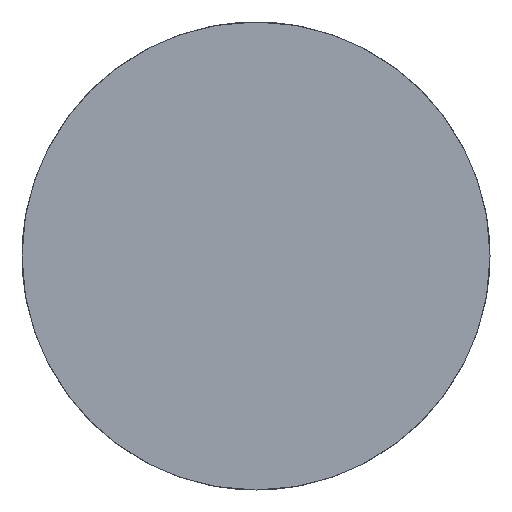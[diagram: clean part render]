
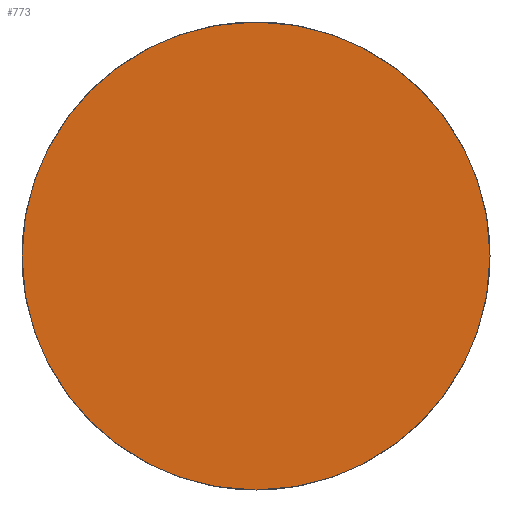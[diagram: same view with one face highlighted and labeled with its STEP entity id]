
A CAD part, front view. The second image highlights one B-rep face of the part: STEP entity #773.
In plain terms, the highlighted free-form (B-spline) face has degree [1, 1] with [2, 2] control points.
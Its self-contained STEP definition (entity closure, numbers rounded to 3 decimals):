
#734=(
BOUNDED_SURFACE()
B_SPLINE_SURFACE(1,1,((#735,#736),(#737,#738)),.UNSPECIFIED.,.F.,.F.,.F.)
B_SPLINE_SURFACE_WITH_KNOTS((2,2),(2,2),(0.000,1.000),(0.000,1.000),.UNSPECIFIED.)
GEOMETRIC_REPRESENTATION_ITEM()
RATIONAL_B_SPLINE_SURFACE(((1.,1.),(1.,1.)))
REPRESENTATION_ITEM('')
SURFACE()
);
#735=CARTESIAN_POINT('',(-8.368,0.,8.368));
#736=CARTESIAN_POINT('',(8.368,0.,8.368));
#737=CARTESIAN_POINT('',(-8.368,0.,-8.368));
#738=CARTESIAN_POINT('',(8.368,0.,-8.368));
#739=CARTESIAN_POINT('',(0.,0.,8.));
#740=VERTEX_POINT('',#739);
#741=(
BOUNDED_CURVE()
B_SPLINE_CURVE(2,(#742,#743,#744),.UNSPECIFIED.,.F.,.F.)
B_SPLINE_CURVE_WITH_KNOTS((3,3),(0.000,1.000),.UNSPECIFIED.)
CURVE()
GEOMETRIC_REPRESENTATION_ITEM()
RATIONAL_B_SPLINE_CURVE((1.,0.707,1.))
REPRESENTATION_ITEM('')
);
#742=CARTESIAN_POINT('',(0.,0.,8.));
#743=CARTESIAN_POINT('',(8.,0.,8.));
#744=CARTESIAN_POINT('',(8.,0.,0.));
#745=CARTESIAN_POINT('',(8.,0.,0.));
#746=VERTEX_POINT('',#745);
#747=EDGE_CURVE('',#740,#746,#741,.T.);
#748=ORIENTED_EDGE('',*,*,#747,.T.);
#749=(
BOUNDED_CURVE()
B_SPLINE_CURVE(2,(#750,#751,#752),.UNSPECIFIED.,.F.,.F.)
B_SPLINE_CURVE_WITH_KNOTS((3,3),(0.000,1.000),.UNSPECIFIED.)
CURVE()
GEOMETRIC_REPRESENTATION_ITEM()
RATIONAL_B_SPLINE_CURVE((1.,0.707,1.))
REPRESENTATION_ITEM('')
);
#750=CARTESIAN_POINT('',(8.,0.,0.));
#751=CARTESIAN_POINT('',(8.,0.,-8.));
#752=CARTESIAN_POINT('',(0.,0.,-8.));
#753=CARTESIAN_POINT('',(0.,0.,-8.));
#754=VERTEX_POINT('',#753);
#755=EDGE_CURVE('',#746,#754,#749,.T.);
#756=ORIENTED_EDGE('',*,*,#755,.T.);
#757=(
BOUNDED_CURVE()
B_SPLINE_CURVE(2,(#758,#759,#760),.UNSPECIFIED.,.F.,.F.)
B_SPLINE_CURVE_WITH_KNOTS((3,3),(0.000,1.000),.UNSPECIFIED.)
CURVE()
GEOMETRIC_REPRESENTATION_ITEM()
RATIONAL_B_SPLINE_CURVE((1.,0.707,1.))
REPRESENTATION_ITEM('')
);
#758=CARTESIAN_POINT('',(0.,0.,-8.));
#759=CARTESIAN_POINT('',(-8.,0.,-8.));
#760=CARTESIAN_POINT('',(-8.,0.,0.));
#761=CARTESIAN_POINT('',(-8.,0.,0.));
#762=VERTEX_POINT('',#761);
#763=EDGE_CURVE('',#754,#762,#757,.T.);
#764=ORIENTED_EDGE('',*,*,#763,.T.);
#765=(
BOUNDED_CURVE()
B_SPLINE_CURVE(2,(#766,#767,#768),.UNSPECIFIED.,.F.,.F.)
B_SPLINE_CURVE_WITH_KNOTS((3,3),(0.000,1.000),.UNSPECIFIED.)
CURVE()
GEOMETRIC_REPRESENTATION_ITEM()
RATIONAL_B_SPLINE_CURVE((1.,0.707,1.))
REPRESENTATION_ITEM('')
);
#766=CARTESIAN_POINT('',(-8.,0.,0.));
#767=CARTESIAN_POINT('',(-8.,0.,8.));
#768=CARTESIAN_POINT('',(0.,0.,8.));
#769=EDGE_CURVE('',#762,#740,#765,.T.);
#770=ORIENTED_EDGE('',*,*,#769,.T.);
#771=EDGE_LOOP('',(#748,#756,#764,#770));
#772=FACE_OUTER_BOUND('',#771,.T.);
#773=ADVANCED_FACE('',(#772),#734,.T.);
